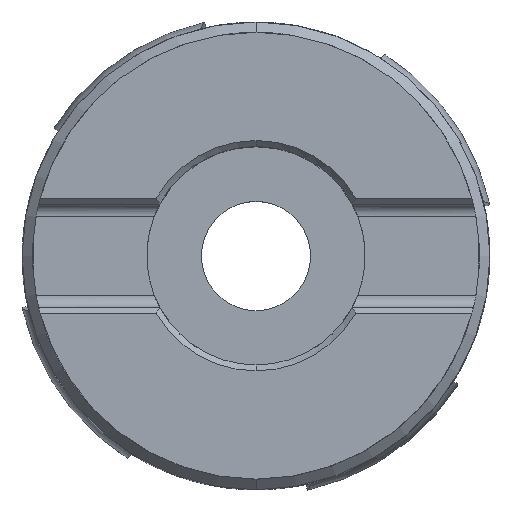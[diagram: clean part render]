
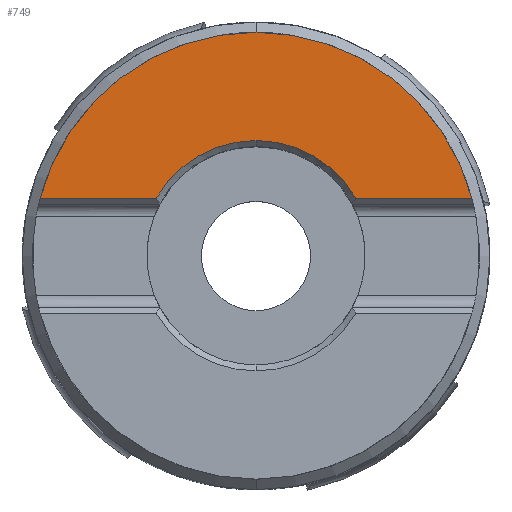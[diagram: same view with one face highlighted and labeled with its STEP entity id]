
A CAD part, top view. The second image highlights one B-rep face of the part: STEP entity #749.
In plain terms, the highlighted planar face has unit normal (0, 0, 1).
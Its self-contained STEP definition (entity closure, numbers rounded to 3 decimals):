
#669=VERTEX_POINT('',#1604);
#745=EDGE_CURVE('',#669,#1087,#1690,.T.);
#749=ADVANCED_FACE('',(#1694),#1695,.T.);
#779=VERTEX_POINT('',#1727);
#911=VERTEX_POINT('',#1870);
#917=EDGE_CURVE('',#1141,#911,#1876,.T.);
#933=EDGE_CURVE('',#911,#779,#1893,.T.);
#967=EDGE_CURVE('',#1087,#779,#1930,.T.);
#1087=VERTEX_POINT('',#2062);
#1141=VERTEX_POINT('',#2121);
#1237=EDGE_CURVE('',#1141,#1273,#2229,.T.);
#1273=VERTEX_POINT('',#2267);
#1315=EDGE_CURVE('',#1273,#669,#2314,.T.);
#1604=CARTESIAN_POINT('',(0.,11.6,0.0));
#1690=CIRCLE('',#3057,11.6);
#1694=FACE_OUTER_BOUND('',#3061,.T.);
#1695=PLANE('',#3062);
#1727=CARTESIAN_POINT('',(21.74,5.8,0.0));
#1870=CARTESIAN_POINT('',(0.,22.5,0.0));
#1876=CIRCLE('',#3638,22.5);
#1893=CIRCLE('',#3692,22.5);
#1930=LINE('',#3793,#3794);
#2062=CARTESIAN_POINT('',(10.046,5.8,0.));
#2121=CARTESIAN_POINT('',(-21.74,5.8,0.0));
#2229=LINE('',#4748,#4749);
#2267=CARTESIAN_POINT('',(-10.046,5.8,0.));
#2314=CIRCLE('',#4945,11.6);
#3057=AXIS2_PLACEMENT_3D('',#5495,#5496,#5497);
#3061=EDGE_LOOP('',(#5499,#5500,#5501,#5502,#5503,#5504));
#3062=AXIS2_PLACEMENT_3D('',#5505,#5506,#5507);
#3638=AXIS2_PLACEMENT_3D('',#5665,#5666,#5667);
#3692=AXIS2_PLACEMENT_3D('',#5679,#5680,#5681);
#3793=CARTESIAN_POINT('',(11.25,5.8,0.0));
#3794=VECTOR('',#5719,1.0);
#4748=CARTESIAN_POINT('',(11.25,5.8,0.0));
#4749=VECTOR('',#6094,1.0);
#4945=AXIS2_PLACEMENT_3D('',#6186,#6187,#6188);
#5495=CARTESIAN_POINT('',(0.0,0.0,0.0));
#5496=DIRECTION('',(-0.0,0.0,-1.0));
#5497=DIRECTION('',(0.0,1.0,0.0));
#5499=ORIENTED_EDGE('',*,*,#1237,.T.);
#5500=ORIENTED_EDGE('',*,*,#1315,.T.);
#5501=ORIENTED_EDGE('',*,*,#745,.T.);
#5502=ORIENTED_EDGE('',*,*,#967,.T.);
#5503=ORIENTED_EDGE('',*,*,#933,.F.);
#5504=ORIENTED_EDGE('',*,*,#917,.F.);
#5505=CARTESIAN_POINT('',(0.0,11.25,0.0));
#5506=DIRECTION('',(-0.0,0.0,1.0));
#5507=DIRECTION('',(0.0,-1.0,0.0));
#5665=CARTESIAN_POINT('',(0.0,0.0,0.0));
#5666=DIRECTION('',(0.0,0.0,-1.0));
#5667=DIRECTION('',(0.0,1.0,0.0));
#5679=CARTESIAN_POINT('',(0.0,0.0,0.0));
#5680=DIRECTION('',(0.0,0.0,-1.0));
#5681=DIRECTION('',(0.0,1.0,0.0));
#5719=DIRECTION('',(1.0,0.0,0.0));
#6094=DIRECTION('',(1.0,0.0,0.0));
#6186=CARTESIAN_POINT('',(0.0,0.0,0.0));
#6187=DIRECTION('',(-0.0,0.0,-1.0));
#6188=DIRECTION('',(0.0,1.0,0.0));
